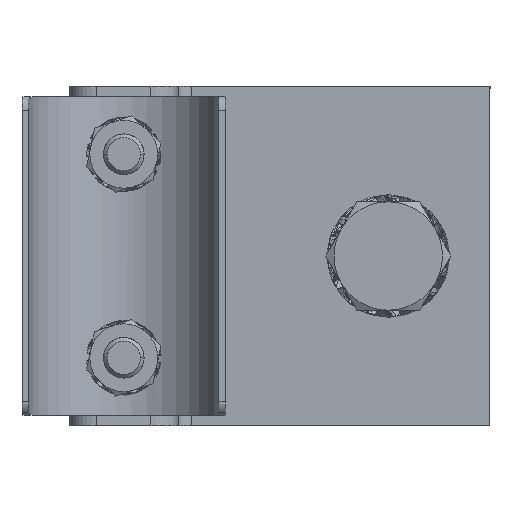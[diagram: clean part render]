
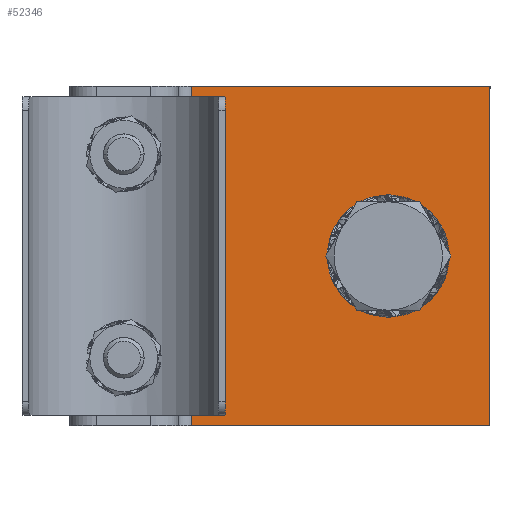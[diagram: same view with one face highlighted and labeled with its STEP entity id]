
A CAD part, front view. The second image highlights one B-rep face of the part: STEP entity #52346.
In plain terms, the highlighted planar face has unit normal (0, -1, 0).
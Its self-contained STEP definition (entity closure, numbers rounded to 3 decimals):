
#2681 = EDGE_LOOP ( 'NONE', ( #88215, #37467 ) ) ;
#3534 = CARTESIAN_POINT ( 'NONE',  ( 62.101, 41.544, 27.305 ) ) ;
#4326 = CARTESIAN_POINT ( 'NONE',  ( 62.101, 41.544, 77.305 ) ) ;
#4809 = CARTESIAN_POINT ( 'NONE',  ( 47.101, 41.544, 52.305 ) ) ;
#4944 = DIRECTION ( 'NONE',  ( 1., 0., 0. ) ) ;
#6370 = FACE_BOUND ( 'NONE', #2681, .T. ) ;
#6426 = AXIS2_PLACEMENT_3D ( 'NONE', #4326, #11490, #61424 ) ;
#11490 = DIRECTION ( 'NONE',  ( 0., 1., 0. ) ) ;
#11978 = DIRECTION ( 'NONE',  ( -1., 0., 0. ) ) ;
#13310 = ORIENTED_EDGE ( 'NONE', *, *, #29566, .F. ) ;
#13537 = CIRCLE ( 'NONE', #48426, 6.5 ) ;
#15646 = CARTESIAN_POINT ( 'NONE',  ( 62.101, 41.544, 77.305 ) ) ;
#16144 = DIRECTION ( 'NONE',  ( 0., 0., -1. ) ) ;
#18614 = ORIENTED_EDGE ( 'NONE', *, *, #31576, .F. ) ;
#18737 = CARTESIAN_POINT ( 'NONE',  ( 18.101, 41.544, 27.305 ) ) ;
#21794 = VERTEX_POINT ( 'NONE', #50527 ) ;
#25563 = PLANE ( 'NONE',  #6426 ) ;
#27989 = EDGE_LOOP ( 'NONE', ( #13310, #74163, #65719, #18614 ) ) ;
#28783 = CARTESIAN_POINT ( 'NONE',  ( 47.101, 41.544, 58.805 ) ) ;
#29566 = EDGE_CURVE ( 'NONE', #71683, #53705, #68491, .T. ) ;
#31530 = LINE ( 'NONE', #69177, #35996 ) ;
#31576 = EDGE_CURVE ( 'NONE', #53705, #47582, #31530, .T. ) ;
#33745 = CARTESIAN_POINT ( 'NONE',  ( 47.101, 41.544, 52.305 ) ) ;
#35996 = VECTOR ( 'NONE', #55202, 1000. ) ;
#36492 = LINE ( 'NONE', #58893, #91276 ) ;
#37467 = ORIENTED_EDGE ( 'NONE', *, *, #74386, .T. ) ;
#40848 = EDGE_CURVE ( 'NONE', #57577, #47582, #58560, .T. ) ;
#40905 = DIRECTION ( 'NONE',  ( -1., 0., 0. ) ) ;
#41161 = VERTEX_POINT ( 'NONE', #28783 ) ;
#42091 = FACE_OUTER_BOUND ( 'NONE', #27989, .T. ) ;
#46305 = DIRECTION ( 'NONE',  ( 1., 0., 0. ) ) ;
#47464 = CARTESIAN_POINT ( 'NONE',  ( 18.101, 41.544, 77.305 ) ) ;
#47582 = VERTEX_POINT ( 'NONE', #86483 ) ;
#47709 = CARTESIAN_POINT ( 'NONE',  ( 62.101, 41.544, 77.305 ) ) ;
#48426 = AXIS2_PLACEMENT_3D ( 'NONE', #4809, #54766, #11978 ) ;
#49554 = VECTOR ( 'NONE', #4944, 1000. ) ;
#50527 = CARTESIAN_POINT ( 'NONE',  ( 47.101, 41.544, 45.805 ) ) ;
#52346 = ADVANCED_FACE ( 'NONE', ( #6370, #42091 ), #25563, .F. ) ;
#53705 = VERTEX_POINT ( 'NONE', #15646 ) ;
#53793 = CIRCLE ( 'NONE', #86309, 6.5 ) ;
#54766 = DIRECTION ( 'NONE',  ( 0., 1., 0. ) ) ;
#55202 = DIRECTION ( 'NONE',  ( 0., 0., -1. ) ) ;
#57577 = VERTEX_POINT ( 'NONE', #18737 ) ;
#58560 = LINE ( 'NONE', #3534, #75285 ) ;
#58893 = CARTESIAN_POINT ( 'NONE',  ( 18.101, 41.544, 27.305 ) ) ;
#61424 = DIRECTION ( 'NONE',  ( -1., 0., 0. ) ) ;
#65100 = EDGE_CURVE ( 'NONE', #71683, #57577, #36492, .T. ) ;
#65719 = ORIENTED_EDGE ( 'NONE', *, *, #40848, .T. ) ;
#68491 = LINE ( 'NONE', #47709, #49554 ) ;
#69177 = CARTESIAN_POINT ( 'NONE',  ( 62.101, 41.544, 77.305 ) ) ;
#71683 = VERTEX_POINT ( 'NONE', #47464 ) ;
#74163 = ORIENTED_EDGE ( 'NONE', *, *, #65100, .T. ) ;
#74386 = EDGE_CURVE ( 'NONE', #21794, #41161, #13537, .T. ) ;
#75285 = VECTOR ( 'NONE', #46305, 1000. ) ;
#82244 = EDGE_CURVE ( 'NONE', #41161, #21794, #53793, .T. ) ;
#83690 = DIRECTION ( 'NONE',  ( 0., 1., 0. ) ) ;
#86309 = AXIS2_PLACEMENT_3D ( 'NONE', #33745, #83690, #40905 ) ;
#86483 = CARTESIAN_POINT ( 'NONE',  ( 62.101, 41.544, 27.305 ) ) ;
#88215 = ORIENTED_EDGE ( 'NONE', *, *, #82244, .T. ) ;
#91276 = VECTOR ( 'NONE', #16144, 1000. ) ;
